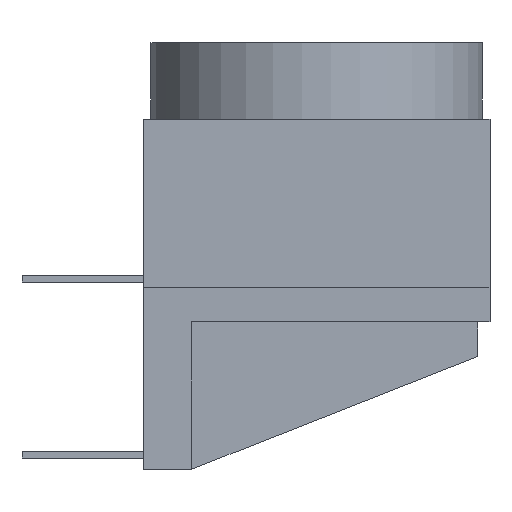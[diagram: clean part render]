
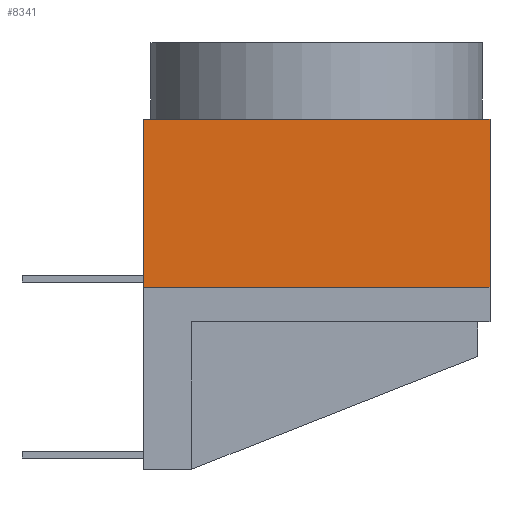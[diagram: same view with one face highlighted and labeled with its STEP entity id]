
A CAD part, front view. The second image highlights one B-rep face of the part: STEP entity #8341.
In plain terms, the highlighted planar face has unit normal (0, -1, 0).
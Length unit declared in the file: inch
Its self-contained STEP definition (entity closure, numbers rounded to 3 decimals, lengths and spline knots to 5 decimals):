
#1505=CARTESIAN_POINT('',(0.19685,-0.19685,-0.11516));
#1506=VERTEX_POINT('',#1505);
#1513=CARTESIAN_POINT('',(-0.19685,-0.19685,-0.11516));
#1514=VERTEX_POINT('',#1513);
#1515=CARTESIAN_POINT('',(-0.19685,-0.19685,-0.11516));
#1516=DIRECTION('',(1.0,0.0,0.0));
#1517=VECTOR('',#1516,0.3937);
#1518=LINE('',#1515,#1517);
#1519=EDGE_CURVE('',#1514,#1506,#1518,.T.);
#8088=CARTESIAN_POINT('',(-0.19685,-0.19685,0.07579));
#8089=VERTEX_POINT('',#8088);
#8096=CARTESIAN_POINT('',(0.19685,-0.19685,0.07579));
#8097=VERTEX_POINT('',#8096);
#8098=CARTESIAN_POINT('',(0.19685,-0.19685,0.07579));
#8099=DIRECTION('',(-1.0,0.0,0.0));
#8100=VECTOR('',#8099,0.3937);
#8101=LINE('',#8098,#8100);
#8102=EDGE_CURVE('',#8097,#8089,#8101,.T.);
#8167=CARTESIAN_POINT('',(-0.19685,-0.19685,0.07579));
#8168=DIRECTION('',(0.0,0.0,-1.0));
#8169=VECTOR('',#8168,0.19094);
#8170=LINE('',#8167,#8169);
#8171=EDGE_CURVE('',#8089,#1514,#8170,.T.);
#8315=CARTESIAN_POINT('',(0.19685,-0.19685,-0.11516));
#8316=DIRECTION('',(0.0,0.0,1.0));
#8317=VECTOR('',#8316,0.19094);
#8318=LINE('',#8315,#8317);
#8319=EDGE_CURVE('',#1506,#8097,#8318,.T.);
#8330=CARTESIAN_POINT('',(0.19685,-0.19685,0.));
#8331=DIRECTION('',(0.0,-1.0,0.0));
#8332=DIRECTION('',(0.0,0.0,-1.0));
#8333=AXIS2_PLACEMENT_3D('',#8330,#8331,#8332);
#8334=PLANE('',#8333);
#8335=ORIENTED_EDGE('',*,*,#8102,.T.);
#8336=ORIENTED_EDGE('',*,*,#8171,.T.);
#8337=ORIENTED_EDGE('',*,*,#1519,.T.);
#8338=ORIENTED_EDGE('',*,*,#8319,.T.);
#8339=EDGE_LOOP('',(#8335,#8336,#8337,#8338));
#8340=FACE_OUTER_BOUND('',#8339,.T.);
#8341=ADVANCED_FACE('',(#8340),#8334,.T.);
